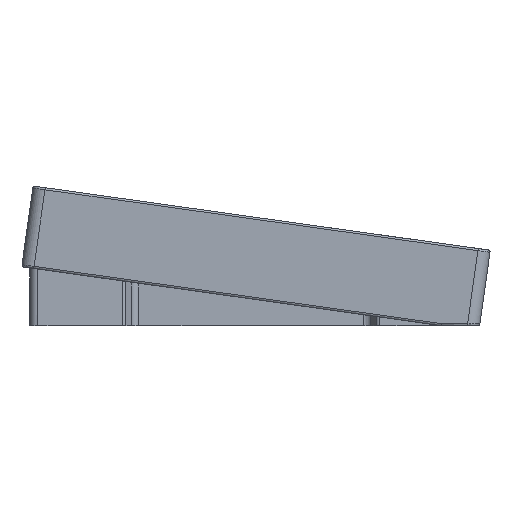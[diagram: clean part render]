
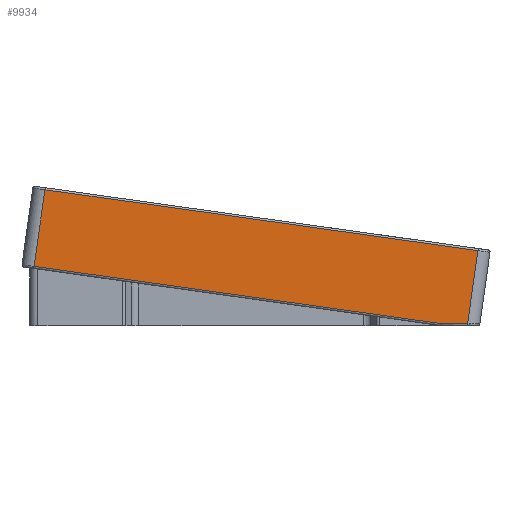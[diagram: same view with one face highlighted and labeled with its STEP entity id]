
A CAD part, left-side view. The second image highlights one B-rep face of the part: STEP entity #9934.
In plain terms, the highlighted planar face has unit normal (-1, 0, 0).
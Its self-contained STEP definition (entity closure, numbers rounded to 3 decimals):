
#1051=FACE_OUTER_BOUND('',#1633,.T.);
#1633=EDGE_LOOP('',(#7027,#7028,#7029,#7030,#7031));
#2309=LINE('',#15076,#3288);
#2312=LINE('',#15092,#3291);
#2319=LINE('',#15109,#3298);
#2324=LINE('',#15136,#3303);
#2347=LINE('',#15317,#3326);
#3288=VECTOR('',#11930,10.);
#3291=VECTOR('',#11951,10.);
#3298=VECTOR('',#11968,10.);
#3303=VECTOR('',#12001,10.);
#3326=VECTOR('',#12162,10.);
#4263=VERTEX_POINT('',#15070);
#4264=VERTEX_POINT('',#15074);
#4268=VERTEX_POINT('',#15090);
#4273=VERTEX_POINT('',#15108);
#4281=VERTEX_POINT('',#15134);
#5280=EDGE_CURVE('',#4263,#4264,#2309,.T.);
#5288=EDGE_CURVE('',#4268,#4263,#2312,.T.);
#5296=EDGE_CURVE('',#4273,#4268,#2319,.T.);
#5310=EDGE_CURVE('',#4281,#4273,#2324,.T.);
#5370=EDGE_CURVE('',#4281,#4264,#2347,.T.);
#7027=ORIENTED_EDGE('',*,*,#5280,.F.);
#7028=ORIENTED_EDGE('',*,*,#5288,.F.);
#7029=ORIENTED_EDGE('',*,*,#5296,.F.);
#7030=ORIENTED_EDGE('',*,*,#5310,.F.);
#7031=ORIENTED_EDGE('',*,*,#5370,.T.);
#9551=PLANE('',#10689);
#9934=ADVANCED_FACE('',(#1051),#9551,.T.);
#10689=AXIS2_PLACEMENT_3D('',#15316,#12160,#12161);
#11930=DIRECTION('',(0.,-1.,0.));
#11951=DIRECTION('',(0.,0.,1.));
#11968=DIRECTION('',(0.,1.,0.));
#12001=DIRECTION('',(0.,0.99,-0.139));
#12160=DIRECTION('center_axis',(-1.,0.,0.));
#12161=DIRECTION('ref_axis',(0.,-1.,0.));
#12162=DIRECTION('',(0.,0.,1.));
#15070=CARTESIAN_POINT('',(14.956,125.92,6.9));
#15074=CARTESIAN_POINT('',(14.956,18.62,6.9));
#15076=CARTESIAN_POINT('',(14.956,99.095,6.9));
#15090=CARTESIAN_POINT('',(14.956,125.92,-12.1));
#15092=CARTESIAN_POINT('',(14.956,125.92,0.));
#15108=CARTESIAN_POINT('',(14.956,24.954,-12.1));
#15109=CARTESIAN_POINT('',(14.956,99.095,-12.1));
#15134=CARTESIAN_POINT('',(14.956,18.62,-11.21));
#15136=CARTESIAN_POINT('',(14.956,68.993,-18.289));
#15316=CARTESIAN_POINT('Origin',(14.956,125.92,0.));
#15317=CARTESIAN_POINT('',(14.956,18.62,0.));
